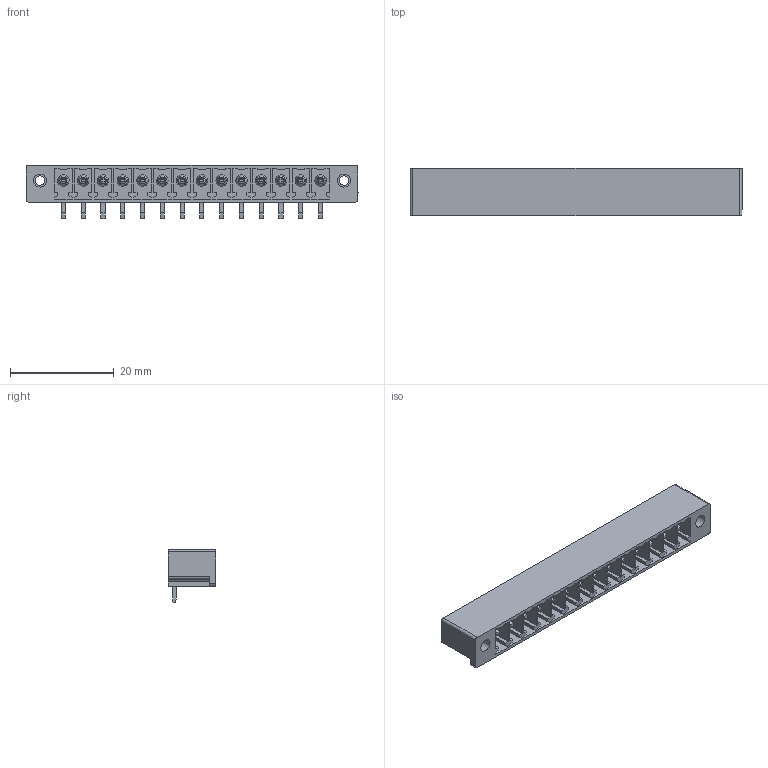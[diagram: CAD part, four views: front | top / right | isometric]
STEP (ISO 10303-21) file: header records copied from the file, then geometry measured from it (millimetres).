
FILE_DESCRIPTION(('CATIA V5 STEP Exchange','CAx-IF Rec.Pracs.--- Model Styling and Organization---1.2---2011-12-15'),'2;1');
FILE_NAME ('D1447399_0', '2018-10-12T07:05:23+00:00', ('none'), ('Weidmueller'), 'CATIA Version 5-6 Release 2014', 'CATIA V5 STEP AP214', 'none');
FILE_SCHEMA(('AUTOMOTIVE_DESIGN { 1 0 10303 214 1 1 1 1 }'));
Length unit declared in the file: millimetre
Products named in the file (1): 1037130000
Bounding box: 63.93 x 9.2 x 10.3 mm (x, y, z)
Volume: 1966.8 mm3; surface area: 5545.5 mm2
Topology: 15 solids, 15 shells, 934 faces, 2618 edges, 1744 vertices
Faces by surface type: plane 830, cylinder 44, cone 32, torus 28
Entity records: 26728 total; most frequent: ORIENTED_EDGE 5236, CARTESIAN_POINT 4752, DIRECTION 3378, EDGE_CURVE 2618, VECTOR 2414, LINE 2414, VERTEX_POINT 1744, EDGE_LOOP 996
